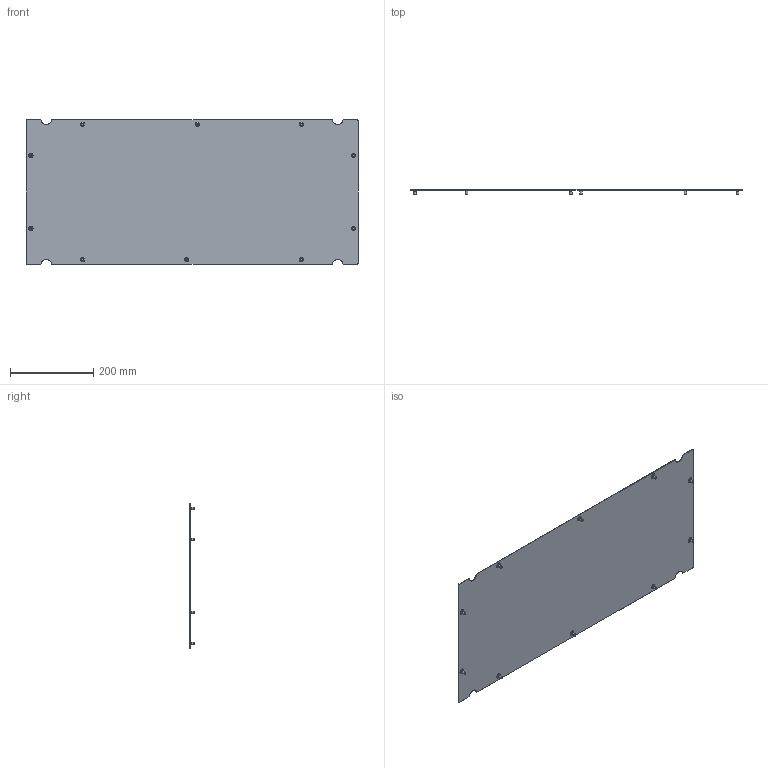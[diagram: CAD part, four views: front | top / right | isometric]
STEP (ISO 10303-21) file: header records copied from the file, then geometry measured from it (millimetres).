
FILE_DESCRIPTION(('STEP AP214'),'1');
FILE_NAME('cctmp_62BCA417-33B3-46B5-B41A-6BB9EB46C8C8_2024_05_06_11_28_01_0950..stp','2024-05-06T09:28:02',('SIEMENS A&D'),('CADClick - www.CADClick.com'),'Spatial InterOp 3D',' ','unknown authorization');
FILE_SCHEMA(('AUTOMOTIVE_DESIGN'));
Length unit declared in the file: millimetre
Products named in the file (14): cc_unnamed; 2024_05_06_11_28_01_0934; 2024_05_06_11_28_01_0903; 2024_05_06_11_28_01_0872; 2024_05_06_11_28_01_0841; 2024_05_06_11_28_01_0809; 2024_05_06_11_28_01_0778; 2024_05_06_11_28_01_0747; 2024_05_06_11_28_01_0716; 2024_05_06_11_28_01_0684; 2024_05_06_11_28_01_0653; 2024_05_06_11_28_01_0622; 2024_05_06_11_28_01_0591; 2024_05_06_11_28_01_0559
Assembly tree (13 placements, depth 2):
  cc_unnamed
    2024_05_06_11_28_01_0934
    2024_05_06_11_28_01_0903
    2024_05_06_11_28_01_0872
    2024_05_06_11_28_01_0841
    2024_05_06_11_28_01_0809
    2024_05_06_11_28_01_0778
    2024_05_06_11_28_01_0747
    2024_05_06_11_28_01_0716
    2024_05_06_11_28_01_0684
    2024_05_06_11_28_01_0653
    2024_05_06_11_28_01_0622
    2024_05_06_11_28_01_0591
    2024_05_06_11_28_01_0559
Bounding box: 797.5 x 12 x 348 mm (x, y, z)
Volume: 418324.9 mm3; surface area: 561063.1 mm2
Topology: 13 solids, 13 shells, 242 faces, 540 edges, 336 vertices
Faces by surface type: plane 118, cone 68, cylinder 56
Entity records: 9019 total; most frequent: DIRECTION 1228, CARTESIAN_POINT 1132, ORIENTED_EDGE 1080, EDGE_CURVE 540, AXIS2_PLACEMENT_3D 432, LINE 364, VECTOR 364, VERTEX_POINT 336
